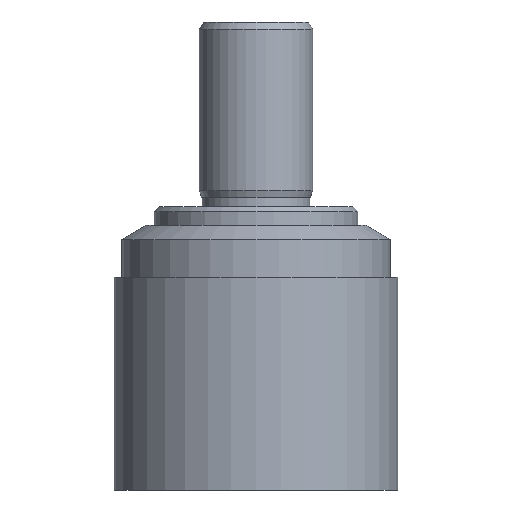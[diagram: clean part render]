
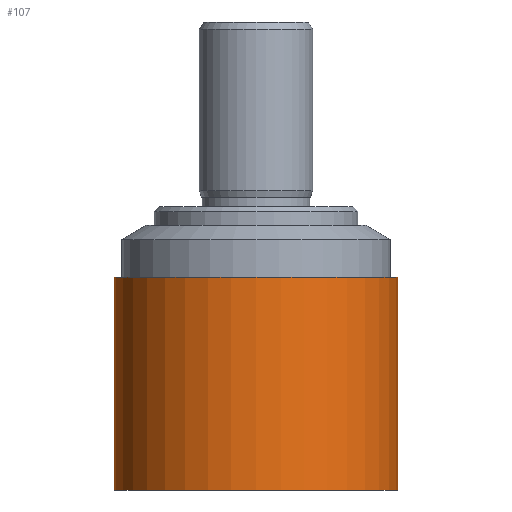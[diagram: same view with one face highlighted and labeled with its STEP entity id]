
A CAD part, front view. The second image highlights one B-rep face of the part: STEP entity #107.
In plain terms, the highlighted cylindrical face has radius 10 mm (diameter 20 mm), a full revolution.
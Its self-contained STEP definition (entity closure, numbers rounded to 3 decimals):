
#58=CYLINDRICAL_SURFACE('',#269,10.);
#84=FACE_BOUND('',#147,.T.);
#85=FACE_BOUND('',#148,.T.);
#107=ADVANCED_FACE('',(#84,#85),#58,.T.);
#147=EDGE_LOOP('',(#181));
#148=EDGE_LOOP('',(#182));
#181=ORIENTED_EDGE('',*,*,#220,.F.);
#182=ORIENTED_EDGE('',*,*,#222,.T.);
#203=VERTEX_POINT('',#383);
#205=VERTEX_POINT('',#389);
#220=EDGE_CURVE('',#203,#203,#237,.T.);
#222=EDGE_CURVE('',#205,#205,#239,.T.);
#237=CIRCLE('',#263,10.);
#239=CIRCLE('',#267,10.);
#263=AXIS2_PLACEMENT_3D('',#382,#317,#318);
#267=AXIS2_PLACEMENT_3D('',#388,#325,#326);
#269=AXIS2_PLACEMENT_3D('',#391,#329,#330);
#317=DIRECTION('',(0.,0.,1.));
#318=DIRECTION('',(1.,0.,0.));
#325=DIRECTION('',(0.,0.,1.));
#326=DIRECTION('',(1.,0.,0.));
#329=DIRECTION('',(0.,0.,1.));
#330=DIRECTION('',(1.,0.,0.));
#382=CARTESIAN_POINT('',(0.,0.,-4.996));
#383=CARTESIAN_POINT('',(10.,0.,-4.996));
#388=CARTESIAN_POINT('',(0.,0.,-19.996));
#389=CARTESIAN_POINT('',(10.,0.,-19.996));
#391=CARTESIAN_POINT('',(0.,0.,-19.839));
